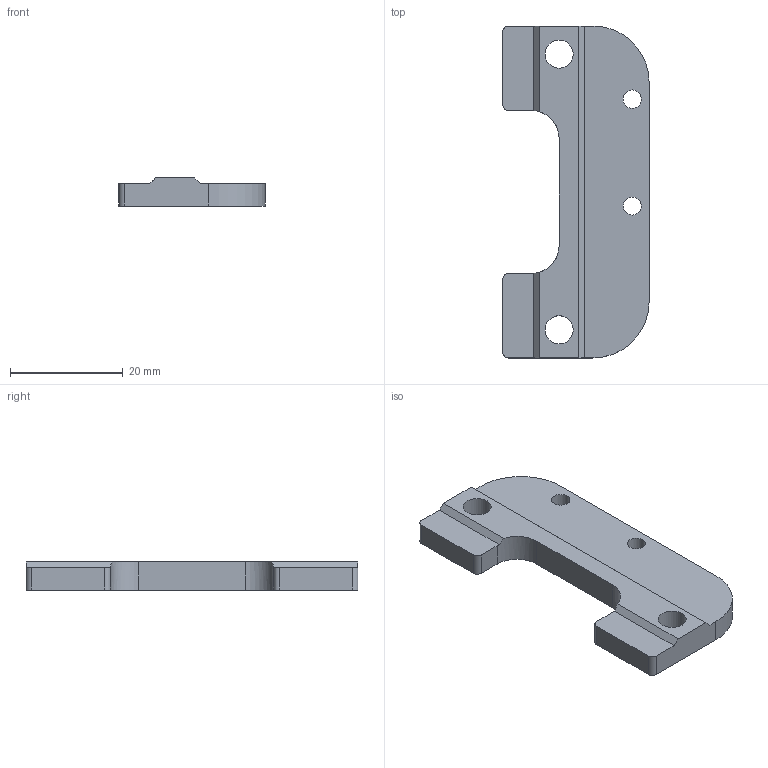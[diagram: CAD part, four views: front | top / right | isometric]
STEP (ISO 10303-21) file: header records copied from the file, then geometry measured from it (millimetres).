
FILE_DESCRIPTION(/* description */ (''),/* implementation_level */ '2;1');
FILE_NAME(/* name */ 'C-Bot EndStop Z V1.stp',/* time_stamp */ '2015-10-18T17:59:17+01:00',/* author */ (''),/* organization */ (''),/* preprocessor_version */ 'ST-DEVELOPER v15.2',/* originating_system */ 'Autodesk Translator Framework v2.0.0.5431',/* authorisation */ '');
FILE_SCHEMA (('AUTOMOTIVE_DESIGN { 1 0 10303 214 3 1 1 }'));
Length unit declared in the file: centimetre
Products named in the file (1): C-Bot EndStop Z V1
Bounding box: 26 x 59 x 5 mm (x, y, z)
Volume: 4864.6 mm3; surface area: 3408.9 mm2
Topology: 1 solids, 1 shells, 56 faces, 150 edges, 100 vertices
Faces by surface type: plane 44, cylinder 12
Full cylindrical faces by diameter (mm): 3.2 x1, 3.289 x1, 5 x2
Entity records: 1749 total; most frequent: CARTESIAN_POINT 303, ORIENTED_EDGE 292, DIRECTION 288, EDGE_CURVE 146, LINE 118, VECTOR 118, VERTEX_POINT 100, AXIS2_PLACEMENT_3D 85
